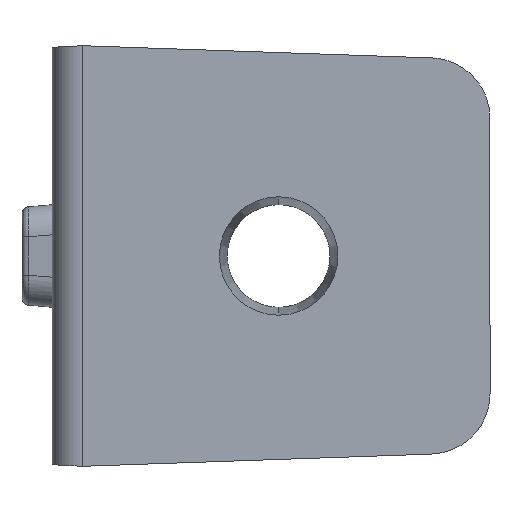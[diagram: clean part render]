
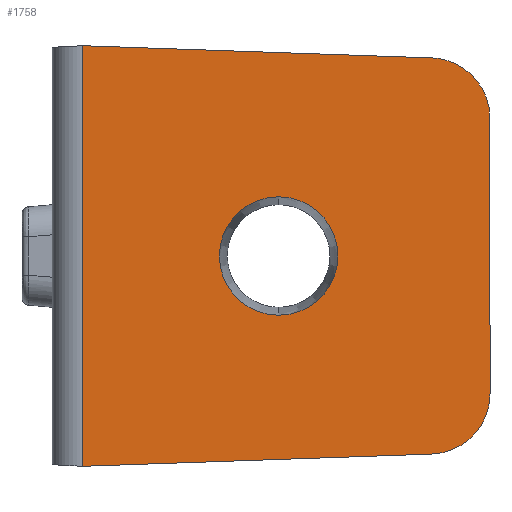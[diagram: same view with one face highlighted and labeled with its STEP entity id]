
A CAD part, front view. The second image highlights one B-rep face of the part: STEP entity #1758.
In plain terms, the highlighted planar face has unit normal (0, -1, 0).
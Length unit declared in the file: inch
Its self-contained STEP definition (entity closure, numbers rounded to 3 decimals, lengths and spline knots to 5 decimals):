
#3 = CARTESIAN_POINT ( 'NONE',  ( 0.29528, 0., -0.07726 ) ) ;
#19 = VERTEX_POINT ( 'NONE', #3003 ) ;
#28 = DIRECTION ( 'NONE',  ( 0., 1., 0. ) ) ;
#73 = DIRECTION ( 'NONE',  ( 0., 1., 0. ) ) ;
#118 = CARTESIAN_POINT ( 'NONE',  ( 0.53958, 0., -0.25675 ) ) ;
#143 = CARTESIAN_POINT ( 'NONE',  ( 0.03937, 0., 0. ) ) ;
#244 = EDGE_CURVE ( 'NONE', #1015, #360, #4138, .T. ) ;
#248 = DIRECTION ( 'NONE',  ( 0., 0., -1. ) ) ;
#344 = EDGE_CURVE ( 'NONE', #495, #1021, #404, .T. ) ;
#360 = VERTEX_POINT ( 'NONE', #2475 ) ;
#404 = CIRCLE ( 'NONE', #2070, 0.07726 ) ;
#407 =( BOUNDED_CURVE ( )  B_SPLINE_CURVE ( 3, ( #4004, #590, #3299, #4038 ),
 .UNSPECIFIED., .F., .F. ) 
 B_SPLINE_CURVE_WITH_KNOTS ( ( 4, 4 ),
 ( 3.17637, 4.71239 ),
 .UNSPECIFIED. ) 
 CURVE ( )  GEOMETRIC_REPRESENTATION_ITEM ( )  RATIONAL_B_SPLINE_CURVE ( ( 1., 0.813, 0.813, 1. ) ) 
 REPRESENTATION_ITEM ( '' )  );
#475 = EDGE_CURVE ( 'NONE', #1021, #495, #3293, .T. ) ;
#482 = CARTESIAN_POINT ( 'NONE',  ( 0.57087, 0., -0.22447 ) ) ;
#495 = VERTEX_POINT ( 'NONE', #1849 ) ;
#590 = CARTESIAN_POINT ( 'NONE',  ( 0.57087, 0., 0.22447 ) ) ;
#637 = CARTESIAN_POINT ( 'NONE',  ( 0., 0., 0. ) ) ;
#665 = VERTEX_POINT ( 'NONE', #4174 ) ;
#702 = DIRECTION ( 'NONE',  ( 0.999, 0., 0.035 ) ) ;
#936 = EDGE_CURVE ( 'NONE', #665, #4567, #2340, .T. ) ;
#974 = VERTEX_POINT ( 'NONE', #1945 ) ;
#975 = VECTOR ( 'NONE', #3914, 39.37008 ) ;
#1015 = VERTEX_POINT ( 'NONE', #3114 ) ;
#1021 = VERTEX_POINT ( 'NONE', #3 ) ;
#1086 = EDGE_LOOP ( 'NONE', ( #2619, #3033 ) ) ;
#1207 = ORIENTED_EDGE ( 'NONE', *, *, #2327, .T. ) ;
#1254 = DIRECTION ( 'NONE',  ( 0., 0., 1. ) ) ;
#1284 = CARTESIAN_POINT ( 'NONE',  ( 0.57087, 0., -0.17961 ) ) ;
#1342 = FACE_BOUND ( 'NONE', #1086, .T. ) ;
#1355 = DIRECTION ( 'NONE',  ( 0., 0., -1. ) ) ;
#1529 = EDGE_CURVE ( 'NONE', #4567, #974, #407, .T. ) ;
#1758 = ADVANCED_FACE ( 'NONE', ( #1342, #2280 ), #4878, .T. ) ;
#1849 = CARTESIAN_POINT ( 'NONE',  ( 0.29528, 0., 0.07726 ) ) ;
#1945 = CARTESIAN_POINT ( 'NONE',  ( 0.49457, 0., 0.25832 ) ) ;
#2070 = AXIS2_PLACEMENT_3D ( 'NONE', #3928, #73, #1355 ) ;
#2231 = AXIS2_PLACEMENT_3D ( 'NONE', #3760, #28, #3846 ) ;
#2244 = ORIENTED_EDGE ( 'NONE', *, *, #936, .T. ) ;
#2280 = FACE_OUTER_BOUND ( 'NONE', #4040, .T. ) ;
#2299 = ORIENTED_EDGE ( 'NONE', *, *, #2962, .T. ) ;
#2327 = EDGE_CURVE ( 'NONE', #1015, #19, #4421, .T. ) ;
#2340 = LINE ( 'NONE', #4361, #2819 ) ;
#2453 =( BOUNDED_CURVE ( )  B_SPLINE_CURVE ( 3, ( #2811, #118, #482, #1284 ),
 .UNSPECIFIED., .F., .T. ) 
 B_SPLINE_CURVE_WITH_KNOTS ( ( 4, 4 ),
 ( 4.71239, 6.24841 ),
 .UNSPECIFIED. ) 
 CURVE ( )  GEOMETRIC_REPRESENTATION_ITEM ( )  RATIONAL_B_SPLINE_CURVE ( ( 1., 0.813, 0.813, 1. ) ) 
 REPRESENTATION_ITEM ( '' )  );
#2475 = CARTESIAN_POINT ( 'NONE',  ( 0.03937, 0., 0.27422 ) ) ;
#2521 = ORIENTED_EDGE ( 'NONE', *, *, #244, .F. ) ;
#2619 = ORIENTED_EDGE ( 'NONE', *, *, #475, .T. ) ;
#2645 = VECTOR ( 'NONE', #2850, 39.37008 ) ;
#2780 = CARTESIAN_POINT ( 'NONE',  ( 0.15329, 0., 0.27024 ) ) ;
#2792 = ORIENTED_EDGE ( 'NONE', *, *, #1529, .T. ) ;
#2811 = CARTESIAN_POINT ( 'NONE',  ( 0.49457, 0., -0.25832 ) ) ;
#2819 = VECTOR ( 'NONE', #1254, 39.37008 ) ;
#2850 = DIRECTION ( 'NONE',  ( 0., 0., 1. ) ) ;
#2962 = EDGE_CURVE ( 'NONE', #19, #665, #2453, .T. ) ;
#3003 = CARTESIAN_POINT ( 'NONE',  ( 0.49457, 0., -0.25832 ) ) ;
#3033 = ORIENTED_EDGE ( 'NONE', *, *, #344, .T. ) ;
#3048 = LINE ( 'NONE', #2780, #975 ) ;
#3114 = CARTESIAN_POINT ( 'NONE',  ( 0.03937, 0., -0.27422 ) ) ;
#3293 = CIRCLE ( 'NONE', #2231, 0.07726 ) ;
#3299 = CARTESIAN_POINT ( 'NONE',  ( 0.53958, 0., 0.25675 ) ) ;
#3651 = DIRECTION ( 'NONE',  ( 0., -1., 0. ) ) ;
#3760 = CARTESIAN_POINT ( 'NONE',  ( 0.29528, 0., 0. ) ) ;
#3846 = DIRECTION ( 'NONE',  ( 0., 0., -1. ) ) ;
#3911 = AXIS2_PLACEMENT_3D ( 'NONE', #637, #3651, #248 ) ;
#3914 = DIRECTION ( 'NONE',  ( 0.999, 0., -0.035 ) ) ;
#3918 = EDGE_CURVE ( 'NONE', #360, #974, #3048, .T. ) ;
#3928 = CARTESIAN_POINT ( 'NONE',  ( 0.29528, 0., 0. ) ) ;
#4004 = CARTESIAN_POINT ( 'NONE',  ( 0.57087, 0., 0.17961 ) ) ;
#4023 = ORIENTED_EDGE ( 'NONE', *, *, #3918, .F. ) ;
#4038 = CARTESIAN_POINT ( 'NONE',  ( 0.49457, 0., 0.25832 ) ) ;
#4040 = EDGE_LOOP ( 'NONE', ( #2521, #1207, #2299, #2244, #2792, #4023 ) ) ;
#4138 = LINE ( 'NONE', #143, #2645 ) ;
#4174 = CARTESIAN_POINT ( 'NONE',  ( 0.57087, 0., -0.17961 ) ) ;
#4361 = CARTESIAN_POINT ( 'NONE',  ( 0.57087, 0., 0. ) ) ;
#4421 = LINE ( 'NONE', #4931, #4862 ) ;
#4567 = VERTEX_POINT ( 'NONE', #4785 ) ;
#4785 = CARTESIAN_POINT ( 'NONE',  ( 0.57087, 0., 0.17961 ) ) ;
#4862 = VECTOR ( 'NONE', #702, 39.37008 ) ;
#4878 = PLANE ( 'NONE',  #3911 ) ;
#4931 = CARTESIAN_POINT ( 'NONE',  ( 0.03937, 0., -0.27422 ) ) ;
